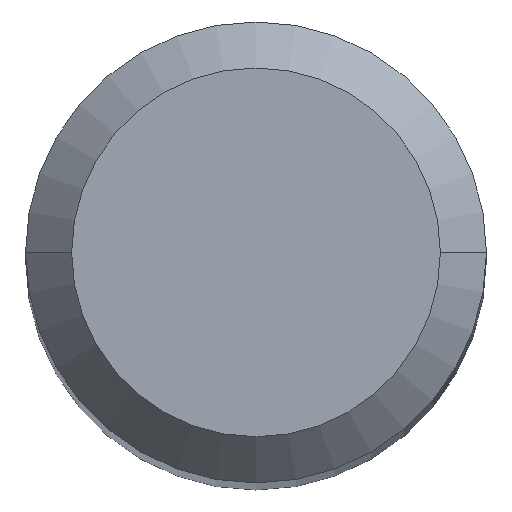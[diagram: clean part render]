
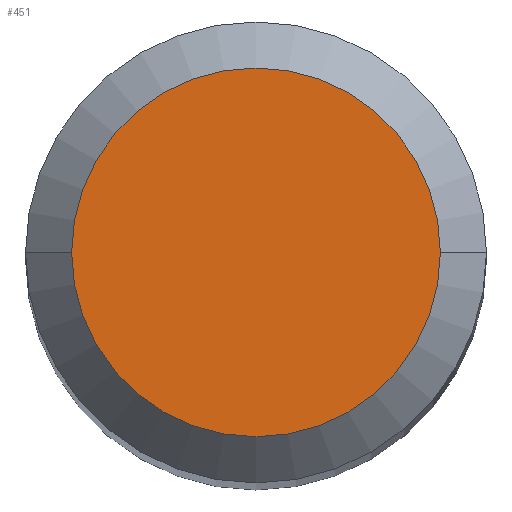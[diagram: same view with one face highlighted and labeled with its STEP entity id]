
A CAD part, top view. The second image highlights one B-rep face of the part: STEP entity #451.
In plain terms, the highlighted planar face has unit normal (0, 0, 1).
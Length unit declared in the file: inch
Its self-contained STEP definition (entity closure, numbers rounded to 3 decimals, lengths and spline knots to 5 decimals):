
#21 = CIRCLE ( 'NONE', #333, 0.04724 ) ;
#50 = CARTESIAN_POINT ( 'NONE',  ( 0., 0., 0. ) ) ;
#68 = DIRECTION ( 'NONE',  ( 0., 0., 1. ) ) ;
#100 = CARTESIAN_POINT ( 'NONE',  ( -0.04724, 0., 0. ) ) ;
#123 = EDGE_CURVE ( 'NONE', #327, #424, #21, .T. ) ;
#138 = EDGE_LOOP ( 'NONE', ( #396, #289 ) ) ;
#142 = AXIS2_PLACEMENT_3D ( 'NONE', #191, #149, #488 ) ;
#149 = DIRECTION ( 'NONE',  ( 0., 0., -1. ) ) ;
#151 = CARTESIAN_POINT ( 'NONE',  ( 0.04724, 0., 0. ) ) ;
#154 = CARTESIAN_POINT ( 'NONE',  ( 0., 0., 0. ) ) ;
#161 = AXIS2_PLACEMENT_3D ( 'NONE', #154, #68, #223 ) ;
#164 = DIRECTION ( 'NONE',  ( 1., 0., 0. ) ) ;
#186 = FACE_OUTER_BOUND ( 'NONE', #138, .T. ) ;
#191 = CARTESIAN_POINT ( 'NONE',  ( 0., 0., 0. ) ) ;
#193 = PLANE ( 'NONE',  #142 ) ;
#223 = DIRECTION ( 'NONE',  ( 1., 0., 0. ) ) ;
#289 = ORIENTED_EDGE ( 'NONE', *, *, #428, .T. ) ;
#327 = VERTEX_POINT ( 'NONE', #100 ) ;
#333 = AXIS2_PLACEMENT_3D ( 'NONE', #50, #374, #164 ) ;
#374 = DIRECTION ( 'NONE',  ( 0., 0., 1. ) ) ;
#396 = ORIENTED_EDGE ( 'NONE', *, *, #123, .T. ) ;
#424 = VERTEX_POINT ( 'NONE', #151 ) ;
#428 = EDGE_CURVE ( 'NONE', #424, #327, #489, .T. ) ;
#451 = ADVANCED_FACE ( 'NONE', ( #186 ), #193, .F. ) ;
#488 = DIRECTION ( 'NONE',  ( -1., 0., 0. ) ) ;
#489 = CIRCLE ( 'NONE', #161, 0.04724 ) ;
